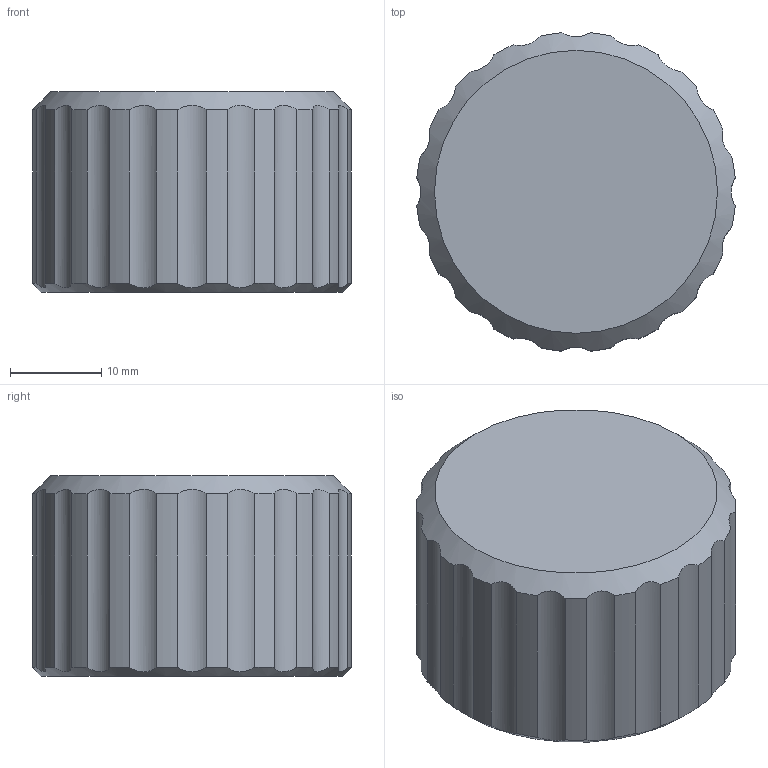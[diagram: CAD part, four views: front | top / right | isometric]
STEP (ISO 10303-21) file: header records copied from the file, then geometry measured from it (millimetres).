
FILE_DESCRIPTION(/* description */ (''),/* implementation_level */ '2;1');
FILE_NAME(/* name */ 'Remote Knob - Knurled.step',/* time_stamp */ '2024-08-20T11:26:42-04:00',/* author */ (''),/* organization */ (''),/* preprocessor_version */ 'ST-DEVELOPER v20',/* originating_system */ 'Autodesk Translation Framework v13.14.0.145',/* authorisation */ '');
FILE_SCHEMA (('AUTOMOTIVE_DESIGN { 1 0 10303 214 3 1 1 }'));
Length unit declared in the file: millimetre
Products named in the file (1): OSSM - Remote - Knob KNURLED
Bounding box: 34.86 x 34.86 x 22 mm (x, y, z)
Volume: 16556.7 mm3; surface area: 5101.7 mm2
Topology: 1 solids, 1 shells, 72 faces, 193 edges, 126 vertices
Faces by surface type: cylinder 48, plane 16, cone 8
Full cylindrical faces by diameter (mm): 6.2 x1, 20 x1
Entity records: 2575 total; most frequent: CARTESIAN_POINT 762, ORIENTED_EDGE 386, DIRECTION 361, EDGE_CURVE 193, AXIS2_PLACEMENT_3D 141, VERTEX_POINT 126, LINE 79, VECTOR 79
